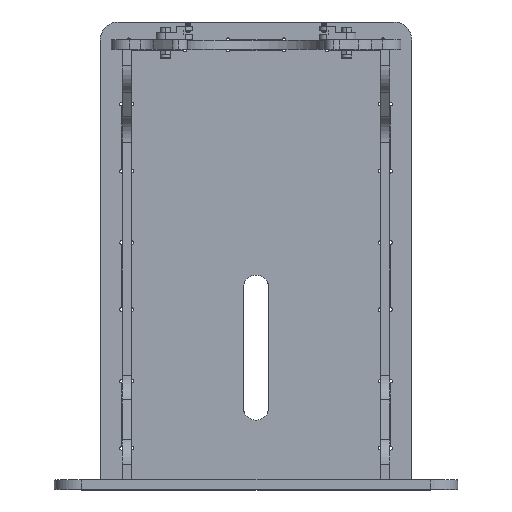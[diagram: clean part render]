
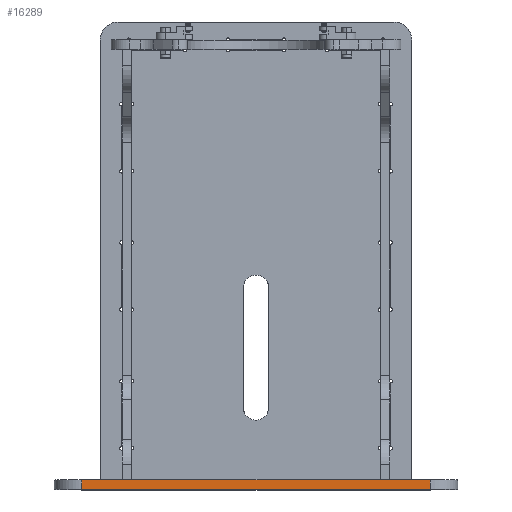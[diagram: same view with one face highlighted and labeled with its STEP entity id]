
A CAD part, top view. The second image highlights one B-rep face of the part: STEP entity #16289.
In plain terms, the highlighted free-form (B-spline) face has degree [1, 1] with [2, 2] control points.
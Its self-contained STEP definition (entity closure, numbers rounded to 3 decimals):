
#16262 = VERTEX_POINT('',#16263);
#16263 = CARTESIAN_POINT('',(-125.054,-164.545,
    309.344));
#16271 = VERTEX_POINT('',#16272);
#16272 = CARTESIAN_POINT('',(-125.054,-171.127,
    309.344));
#16278 = EDGE_CURVE('',#16271,#16262,#16279,.T.);
#16279 = B_SPLINE_CURVE_WITH_KNOTS('',1,(#16280,#16281),.UNSPECIFIED.,
  .F.,.F.,(2,2),(0.,5.),.PIECEWISE_BEZIER_KNOTS.);
#16280 = CARTESIAN_POINT('',(-125.054,-171.127,
    309.344));
#16281 = CARTESIAN_POINT('',(-125.054,-164.545,
    309.344));
#16289 = ADVANCED_FACE('',(#16290),#16312,.T.);
#16290 = FACE_BOUND('',#16291,.T.);
#16291 = EDGE_LOOP('',(#16292,#16299,#16300,#16307));
#16292 = ORIENTED_EDGE('',*,*,#16293,.F.);
#16293 = EDGE_CURVE('',#16262,#16294,#16296,.T.);
#16294 = VERTEX_POINT('',#16295);
#16295 = CARTESIAN_POINT('',(125.054,-164.545,
    309.344));
#16296 = B_SPLINE_CURVE_WITH_KNOTS('',1,(#16297,#16298),.UNSPECIFIED.,
  .F.,.F.,(2,2),(-190.,0.),.PIECEWISE_BEZIER_KNOTS.);
#16297 = CARTESIAN_POINT('',(-125.054,-164.545,
    309.344));
#16298 = CARTESIAN_POINT('',(125.054,-164.545,
    309.344));
#16299 = ORIENTED_EDGE('',*,*,#16278,.F.);
#16300 = ORIENTED_EDGE('',*,*,#16301,.T.);
#16301 = EDGE_CURVE('',#16271,#16302,#16304,.T.);
#16302 = VERTEX_POINT('',#16303);
#16303 = CARTESIAN_POINT('',(125.054,-171.127,
    309.344));
#16304 = B_SPLINE_CURVE_WITH_KNOTS('',1,(#16305,#16306),.UNSPECIFIED.,
  .F.,.F.,(2,2),(-190.,0.),.PIECEWISE_BEZIER_KNOTS.);
#16305 = CARTESIAN_POINT('',(-125.054,-171.127,
    309.344));
#16306 = CARTESIAN_POINT('',(125.054,-171.127,
    309.344));
#16307 = ORIENTED_EDGE('',*,*,#16308,.T.);
#16308 = EDGE_CURVE('',#16302,#16294,#16309,.T.);
#16309 = B_SPLINE_CURVE_WITH_KNOTS('',1,(#16310,#16311),.UNSPECIFIED.,
  .F.,.F.,(2,2),(0.,5.),.PIECEWISE_BEZIER_KNOTS.);
#16310 = CARTESIAN_POINT('',(125.054,-171.127,
    309.344));
#16311 = CARTESIAN_POINT('',(125.054,-164.545,
    309.344));
#16312 = B_SPLINE_SURFACE_WITH_KNOTS('',1,1,(
    (#16313,#16314)
    ,(#16315,#16316
    )),.UNSPECIFIED.,.F.,.F.,.F.,(2,2),(2,2),(-190.,0.),
  (0.,5.),.PIECEWISE_BEZIER_KNOTS.);
#16313 = CARTESIAN_POINT('',(-125.054,-171.127,
    309.344));
#16314 = CARTESIAN_POINT('',(-125.054,-164.545,
    309.344));
#16315 = CARTESIAN_POINT('',(125.054,-171.127,
    309.344));
#16316 = CARTESIAN_POINT('',(125.054,-164.545,
    309.344));
